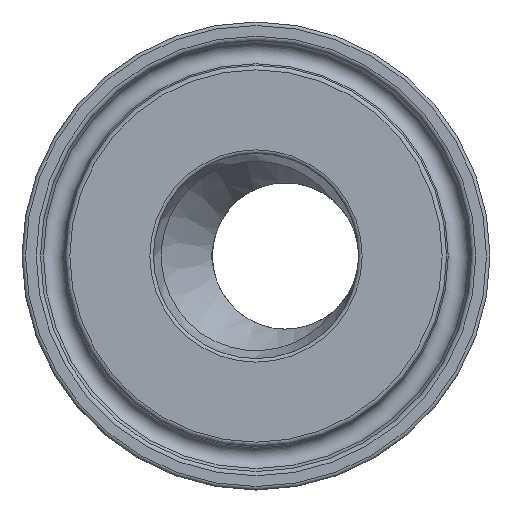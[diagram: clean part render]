
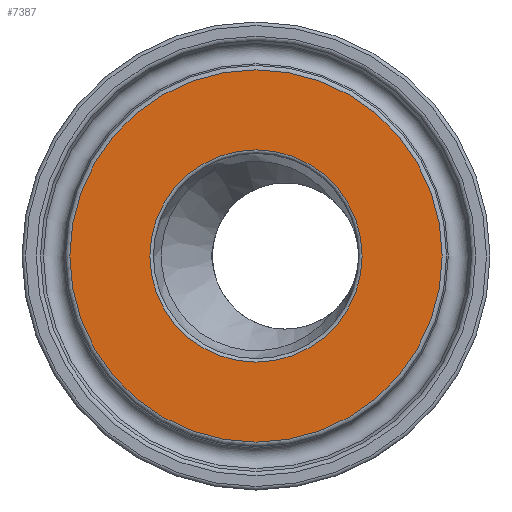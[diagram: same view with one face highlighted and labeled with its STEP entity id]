
A CAD part, left-side view. The second image highlights one B-rep face of the part: STEP entity #7387.
In plain terms, the highlighted planar face has unit normal (-1, 0, 0).
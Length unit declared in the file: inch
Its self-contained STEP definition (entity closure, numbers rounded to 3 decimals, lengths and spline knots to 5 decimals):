
#112=FACE_BOUND('',#1331,.T.);
#289=PLANE('',#7805);
#878=FACE_OUTER_BOUND('',#1330,.T.);
#1330=EDGE_LOOP('',(#6855));
#1331=EDGE_LOOP('',(#6856));
#1524=CIRCLE('',#7804,0.45);
#1525=CIRCLE('',#7806,0.78916);
#3617=VERTEX_POINT('',#16432);
#3618=VERTEX_POINT('',#16435);
#4705=EDGE_CURVE('',#3617,#3617,#1524,.T.);
#4706=EDGE_CURVE('',#3618,#3618,#1525,.T.);
#6855=ORIENTED_EDGE('',*,*,#4706,.F.);
#6856=ORIENTED_EDGE('',*,*,#4705,.F.);
#7387=ADVANCED_FACE('',(#878,#112),#289,.T.);
#7804=AXIS2_PLACEMENT_3D('',#16433,#9110,#9111);
#7805=AXIS2_PLACEMENT_3D('',#16434,#9112,#9113);
#7806=AXIS2_PLACEMENT_3D('',#16436,#9114,#9115);
#9110=DIRECTION('center_axis',(-1.,0.,0.));
#9111=DIRECTION('ref_axis',(0.,-1.,0.));
#9112=DIRECTION('center_axis',(-1.,0.,0.));
#9113=DIRECTION('ref_axis',(0.,0.,1.));
#9114=DIRECTION('center_axis',(1.,0.,0.));
#9115=DIRECTION('ref_axis',(0.,-1.,0.));
#16432=CARTESIAN_POINT('',(-0.5,0.575,0.));
#16433=CARTESIAN_POINT('Origin',(-0.5,0.125,0.));
#16434=CARTESIAN_POINT('Origin',(-0.5,0.92816,0.));
#16435=CARTESIAN_POINT('',(-0.5,0.91416,0.));
#16436=CARTESIAN_POINT('Origin',(-0.5,0.125,0.));
